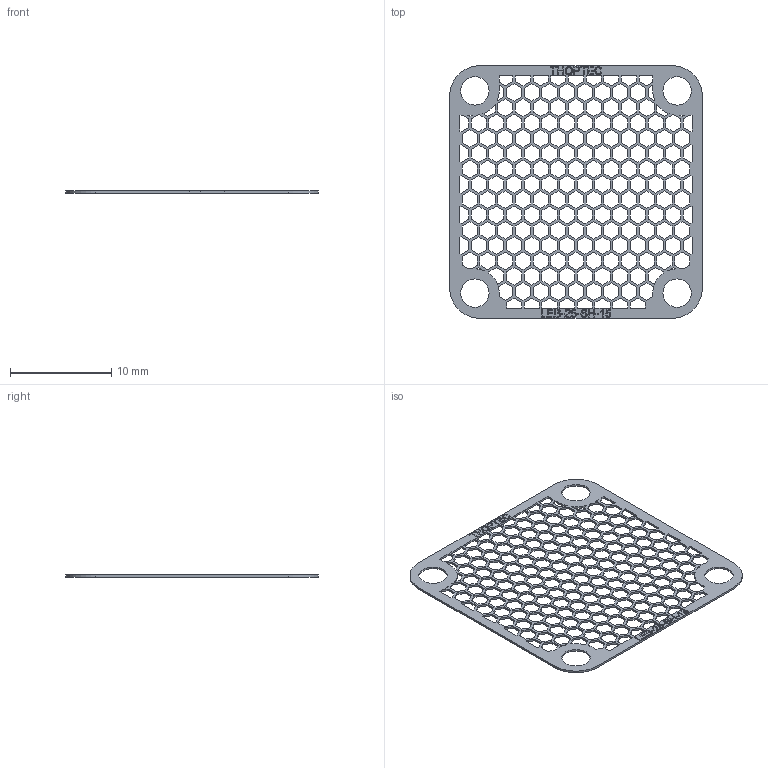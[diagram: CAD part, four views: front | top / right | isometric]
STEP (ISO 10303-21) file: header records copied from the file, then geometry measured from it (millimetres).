
FILE_DESCRIPTION((''),'2;1');
FILE_NAME('LEB-25-SH-15.stp','2014-09-01T12:25:55',(''),(''),'Mechanical Desktop.R8.0.24.0','Mechanical Desktop.R8.0.24.0',', , ');
FILE_SCHEMA(('CONFIG_CONTROL_DESIGN'));
Length unit declared in the file: millimetre
Products named in the file (2): LEB-25-SH-15A; LEB-25-SH-15
Assembly tree (1 placements, depth 2):
  LEB-25-SH-15A
    LEB-25-SH-15
Bounding box: 25 x 25 x 0.2 mm (x, y, z)
Volume: 49.2 mm3; surface area: 713.7 mm2
Topology: 1 solids, 1 shells, 1474 faces, 4362 edges, 2921 vertices
Faces by surface type: plane 1290, bspline 160, cylinder 24
Entity records: 50116 total; most frequent: CARTESIAN_POINT 10841, ORIENTED_EDGE 8706, DIRECTION 6731, EDGE_CURVE 4353, VECTOR 3983, LINE 3983, VERTEX_POINT 2904, EDGE_LOOP 1897
